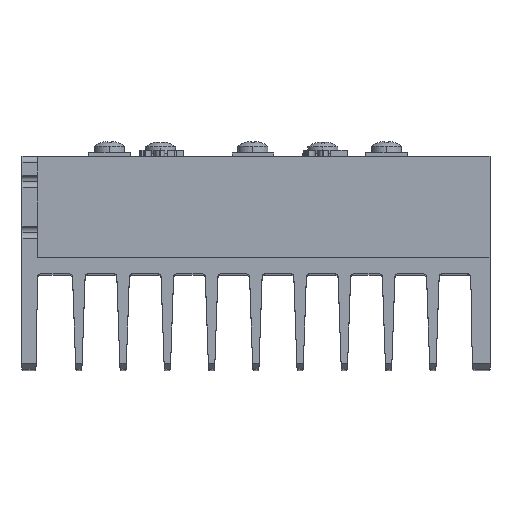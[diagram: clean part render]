
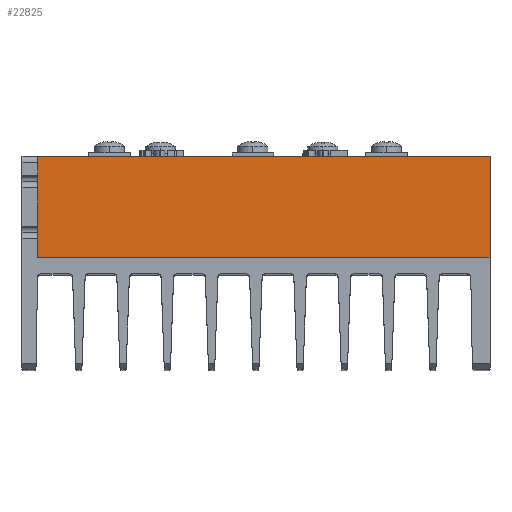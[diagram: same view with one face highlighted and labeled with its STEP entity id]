
A CAD part, top view. The second image highlights one B-rep face of the part: STEP entity #22825.
In plain terms, the highlighted planar face has unit normal (0, 0, 1).
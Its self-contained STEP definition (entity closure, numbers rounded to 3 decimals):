
#777 = ORIENTED_EDGE ( 'NONE', *, *, #20327, .T. ) ;
#2125 = DIRECTION ( 'NONE',  ( 0., -1., 0. ) ) ;
#3820 = DIRECTION ( 'NONE',  ( 0., 0., 1. ) ) ;
#4140 = EDGE_CURVE ( 'NONE', #18859, #12166, #23020, .T. ) ;
#5350 = CARTESIAN_POINT ( 'NONE',  ( -67.5, 1.5, 100. ) ) ;
#6168 = CARTESIAN_POINT ( 'NONE',  ( 74.5, 1.5, 100. ) ) ;
#6373 = CARTESIAN_POINT ( 'NONE',  ( 74.5, 33.5, 100. ) ) ;
#6681 = ORIENTED_EDGE ( 'NONE', *, *, #23419, .T. ) ;
#6748 = CARTESIAN_POINT ( 'NONE',  ( 74.5, 33.5, 100. ) ) ;
#7612 = LINE ( 'NONE', #5350, #19996 ) ;
#8657 = LINE ( 'NONE', #16693, #17302 ) ;
#9533 = ORIENTED_EDGE ( 'NONE', *, *, #19097, .T. ) ;
#9780 = VECTOR ( 'NONE', #16185, 1000. ) ;
#10997 = CARTESIAN_POINT ( 'NONE',  ( 74.5, 1.5, 100. ) ) ;
#12166 = VERTEX_POINT ( 'NONE', #15157 ) ;
#13977 = PLANE ( 'NONE',  #19835 ) ;
#14104 = DIRECTION ( 'NONE',  ( 1., 0., 0. ) ) ;
#15157 = CARTESIAN_POINT ( 'NONE',  ( -67.5, 33.5, 100. ) ) ;
#15568 = ORIENTED_EDGE ( 'NONE', *, *, #4140, .T. ) ;
#15995 = FACE_OUTER_BOUND ( 'NONE', #25760, .T. ) ;
#16185 = DIRECTION ( 'NONE',  ( 0., 1., 0. ) ) ;
#16400 = VERTEX_POINT ( 'NONE', #10997 ) ;
#16693 = CARTESIAN_POINT ( 'NONE',  ( -67.5, 33.5, 100. ) ) ;
#17302 = VECTOR ( 'NONE', #2125, 1000. ) ;
#17527 = DIRECTION ( 'NONE',  ( 1., 0., 0. ) ) ;
#18859 = VERTEX_POINT ( 'NONE', #6373 ) ;
#19097 = EDGE_CURVE ( 'NONE', #23425, #16400, #7612, .T. ) ;
#19835 = AXIS2_PLACEMENT_3D ( 'NONE', #22136, #3820, #14104 ) ;
#19996 = VECTOR ( 'NONE', #17527, 1000. ) ;
#20327 = EDGE_CURVE ( 'NONE', #16400, #18859, #24418, .T. ) ;
#22136 = CARTESIAN_POINT ( 'NONE',  ( 0., 0., 100. ) ) ;
#22553 = CARTESIAN_POINT ( 'NONE',  ( -67.5, 1.5, 100. ) ) ;
#22825 = ADVANCED_FACE ( 'NONE', ( #15995 ), #13977, .T. ) ;
#23020 = LINE ( 'NONE', #6748, #24507 ) ;
#23149 = DIRECTION ( 'NONE',  ( -1., 0., 0. ) ) ;
#23419 = EDGE_CURVE ( 'NONE', #12166, #23425, #8657, .T. ) ;
#23425 = VERTEX_POINT ( 'NONE', #22553 ) ;
#24418 = LINE ( 'NONE', #6168, #9780 ) ;
#24507 = VECTOR ( 'NONE', #23149, 1000. ) ;
#25760 = EDGE_LOOP ( 'NONE', ( #15568, #6681, #9533, #777 ) ) ;
